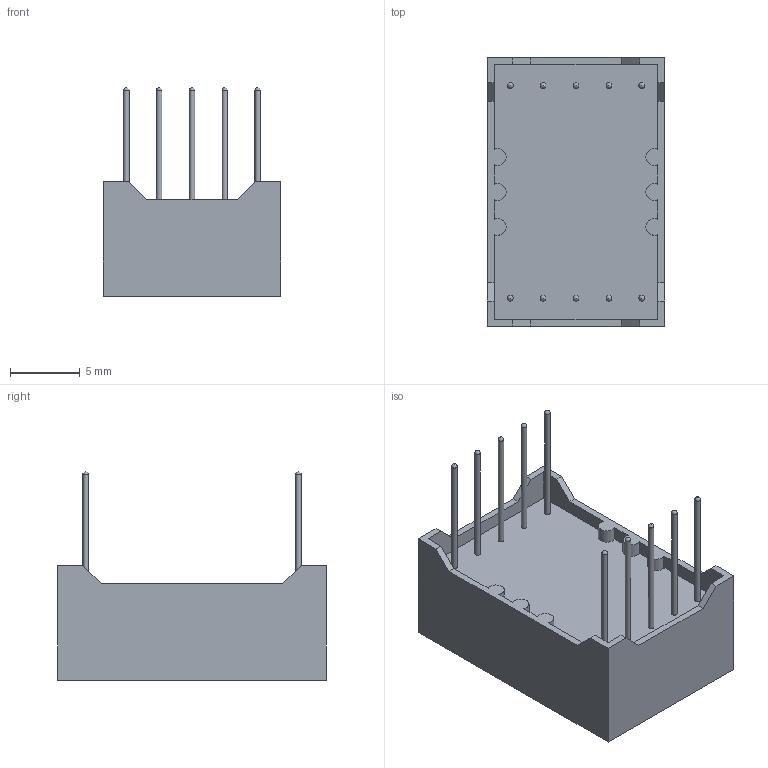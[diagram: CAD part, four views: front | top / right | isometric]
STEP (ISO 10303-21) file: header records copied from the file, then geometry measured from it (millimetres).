
FILE_DESCRIPTION(/* description */ ('','CAx-IF Rec.Pracs.---Representation and Presentation of Product Manufacturing Information (PMI)---4.0---2014-10-13'),/* implementation_level */ '2;1');
FILE_NAME(/* name */ '7 Segment Anzeige v1.step',/* time_stamp */ '2025-02-14T12:17:36+01:00',/* author */ (''),/* organization */ (''),/* preprocessor_version */ 'ST-DEVELOPER v20',/* originating_system */ 'Autodesk Translation Framework v13.20.0.188',/* authorisation */ '');
FILE_SCHEMA (('AP242_MANAGED_MODEL_BASED_3D_ENGINEERING_MIM_LF { 1 0 10303 442 1 1 4 }'));
Length unit declared in the file: millimetre
Products named in the file (1): 7 Segment Anzeige
Bounding box: 12.7 x 19.2 x 14.9 mm (x, y, z)
Volume: 1490.4 mm3; surface area: 1166.4 mm2
Topology: 1 solids, 1 shells, 105 faces, 285 edges, 190 vertices
Faces by surface type: plane 74, cylinder 21, sphere 10
Full cylindrical faces by diameter (mm): 0.4 x10, 1.5 x1
Entity records: 3325 total; most frequent: CARTESIAN_POINT 571, ORIENTED_EDGE 550, DIRECTION 549, EDGE_CURVE 275, LINE 213, VECTOR 213, VERTEX_POINT 190, AXIS2_PLACEMENT_3D 168
